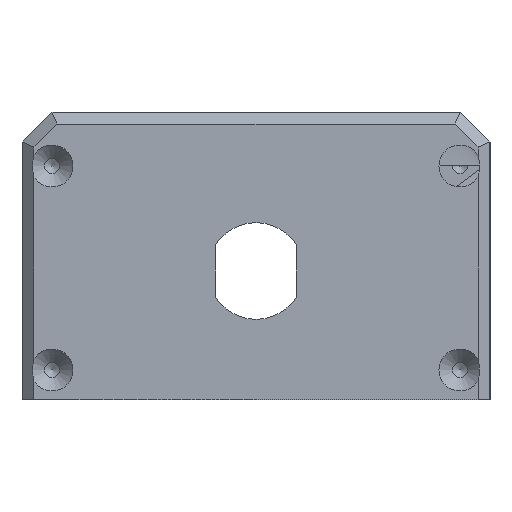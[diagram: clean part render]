
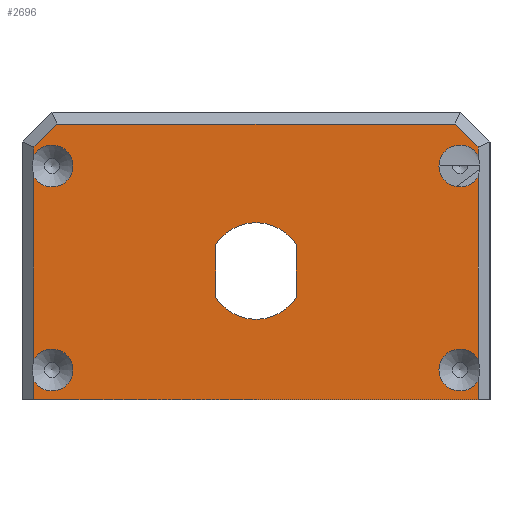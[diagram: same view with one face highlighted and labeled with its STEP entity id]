
A CAD part, left-side view. The second image highlights one B-rep face of the part: STEP entity #2696.
In plain terms, the highlighted planar face has unit normal (-1, 0, 0).
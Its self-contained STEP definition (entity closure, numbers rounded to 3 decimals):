
#81=FACE_BOUND('',#497,.T.);
#151=CIRCLE('',#2903,3.5);
#153=CIRCLE('',#2905,3.5);
#155=CIRCLE('',#2909,3.5);
#158=CIRCLE('',#2914,3.5);
#161=CIRCLE('',#2919,3.5);
#163=CIRCLE('',#2921,3.5);
#165=CIRCLE('',#2925,8.05);
#166=CIRCLE('',#2926,8.05);
#325=FACE_OUTER_BOUND('',#496,.T.);
#496=EDGE_LOOP('',(#2265,#2266,#2267,#2268,#2269,#2270,#2271,#2272,#2273,
#2274,#2275,#2276,#2277,#2278,#2279,#2280));
#497=EDGE_LOOP('',(#2281,#2282,#2283,#2284));
#739=LINE('',#4295,#1018);
#740=LINE('',#4297,#1019);
#741=LINE('',#4299,#1020);
#742=LINE('',#4301,#1021);
#743=LINE('',#4303,#1022);
#744=LINE('',#4304,#1023);
#745=LINE('',#4305,#1024);
#746=LINE('',#4307,#1025);
#747=LINE('',#4309,#1026);
#748=LINE('',#4310,#1027);
#749=LINE('',#4315,#1028);
#750=LINE('',#4318,#1029);
#1018=VECTOR('',#3519,10.);
#1019=VECTOR('',#3520,10.);
#1020=VECTOR('',#3521,10.);
#1021=VECTOR('',#3522,10.);
#1022=VECTOR('',#3523,10.);
#1023=VECTOR('',#3524,10.);
#1024=VECTOR('',#3525,10.);
#1025=VECTOR('',#3526,10.);
#1026=VECTOR('',#3527,10.);
#1027=VECTOR('',#3528,10.);
#1028=VECTOR('',#3531,10.);
#1029=VECTOR('',#3534,10.);
#1270=VERTEX_POINT('',#4227);
#1271=VERTEX_POINT('',#4228);
#1272=VERTEX_POINT('',#4232);
#1275=VERTEX_POINT('',#4243);
#1277=VERTEX_POINT('',#4248);
#1280=VERTEX_POINT('',#4261);
#1282=VERTEX_POINT('',#4266);
#1285=VERTEX_POINT('',#4279);
#1286=VERTEX_POINT('',#4280);
#1287=VERTEX_POINT('',#4284);
#1290=VERTEX_POINT('',#4296);
#1291=VERTEX_POINT('',#4298);
#1292=VERTEX_POINT('',#4300);
#1293=VERTEX_POINT('',#4302);
#1294=VERTEX_POINT('',#4306);
#1295=VERTEX_POINT('',#4308);
#1296=VERTEX_POINT('',#4311);
#1297=VERTEX_POINT('',#4312);
#1298=VERTEX_POINT('',#4314);
#1299=VERTEX_POINT('',#4316);
#1602=EDGE_CURVE('',#1272,#1270,#151,.T.);
#1605=EDGE_CURVE('',#1271,#1272,#153,.T.);
#1609=EDGE_CURVE('',#1277,#1275,#155,.T.);
#1616=EDGE_CURVE('',#1282,#1280,#158,.T.);
#1623=EDGE_CURVE('',#1287,#1285,#161,.T.);
#1626=EDGE_CURVE('',#1286,#1287,#163,.T.);
#1629=EDGE_CURVE('',#1286,#1270,#739,.T.);
#1630=EDGE_CURVE('',#1290,#1285,#740,.T.);
#1631=EDGE_CURVE('',#1291,#1290,#741,.T.);
#1632=EDGE_CURVE('',#1292,#1291,#742,.T.);
#1633=EDGE_CURVE('',#1293,#1292,#743,.T.);
#1634=EDGE_CURVE('',#1277,#1293,#744,.T.);
#1635=EDGE_CURVE('',#1282,#1275,#745,.T.);
#1636=EDGE_CURVE('',#1294,#1280,#746,.T.);
#1637=EDGE_CURVE('',#1294,#1295,#747,.T.);
#1638=EDGE_CURVE('',#1271,#1295,#748,.T.);
#1639=EDGE_CURVE('',#1296,#1297,#165,.T.);
#1640=EDGE_CURVE('',#1297,#1298,#749,.T.);
#1641=EDGE_CURVE('',#1298,#1299,#166,.T.);
#1642=EDGE_CURVE('',#1299,#1296,#750,.T.);
#2265=ORIENTED_EDGE('',*,*,#1605,.T.);
#2266=ORIENTED_EDGE('',*,*,#1602,.T.);
#2267=ORIENTED_EDGE('',*,*,#1629,.F.);
#2268=ORIENTED_EDGE('',*,*,#1626,.T.);
#2269=ORIENTED_EDGE('',*,*,#1623,.T.);
#2270=ORIENTED_EDGE('',*,*,#1630,.F.);
#2271=ORIENTED_EDGE('',*,*,#1631,.F.);
#2272=ORIENTED_EDGE('',*,*,#1632,.F.);
#2273=ORIENTED_EDGE('',*,*,#1633,.F.);
#2274=ORIENTED_EDGE('',*,*,#1634,.F.);
#2275=ORIENTED_EDGE('',*,*,#1609,.T.);
#2276=ORIENTED_EDGE('',*,*,#1635,.F.);
#2277=ORIENTED_EDGE('',*,*,#1616,.T.);
#2278=ORIENTED_EDGE('',*,*,#1636,.F.);
#2279=ORIENTED_EDGE('',*,*,#1637,.T.);
#2280=ORIENTED_EDGE('',*,*,#1638,.F.);
#2281=ORIENTED_EDGE('',*,*,#1639,.T.);
#2282=ORIENTED_EDGE('',*,*,#1640,.T.);
#2283=ORIENTED_EDGE('',*,*,#1641,.T.);
#2284=ORIENTED_EDGE('',*,*,#1642,.T.);
#2569=PLANE('',#2924);
#2696=ADVANCED_FACE('',(#325,#81),#2569,.F.);
#2903=AXIS2_PLACEMENT_3D('',#4233,#3467,#3468);
#2905=AXIS2_PLACEMENT_3D('',#4237,#3472,#3473);
#2909=AXIS2_PLACEMENT_3D('',#4249,#3481,#3482);
#2914=AXIS2_PLACEMENT_3D('',#4267,#3493,#3494);
#2919=AXIS2_PLACEMENT_3D('',#4285,#3505,#3506);
#2921=AXIS2_PLACEMENT_3D('',#4289,#3510,#3511);
#2924=AXIS2_PLACEMENT_3D('',#4294,#3517,#3518);
#2925=AXIS2_PLACEMENT_3D('',#4313,#3529,#3530);
#2926=AXIS2_PLACEMENT_3D('',#4317,#3532,#3533);
#3467=DIRECTION('center_axis',(1.,0.,0.));
#3468=DIRECTION('ref_axis',(0.,-1.,0.));
#3472=DIRECTION('center_axis',(1.,0.,0.));
#3473=DIRECTION('ref_axis',(0.,-1.,0.));
#3481=DIRECTION('center_axis',(1.,0.,0.));
#3482=DIRECTION('ref_axis',(0.,-1.,0.));
#3493=DIRECTION('center_axis',(1.,0.,0.));
#3494=DIRECTION('ref_axis',(0.,-1.,0.));
#3505=DIRECTION('center_axis',(1.,0.,0.));
#3506=DIRECTION('ref_axis',(0.,-1.,0.));
#3510=DIRECTION('center_axis',(1.,0.,0.));
#3511=DIRECTION('ref_axis',(0.,-1.,0.));
#3517=DIRECTION('center_axis',(1.,0.,0.));
#3518=DIRECTION('ref_axis',(0.,1.,0.));
#3519=DIRECTION('',(0.,0.,-1.));
#3520=DIRECTION('',(0.,0.,-1.));
#3521=DIRECTION('',(0.,-0.707,-0.707));
#3522=DIRECTION('',(0.,-1.,0.));
#3523=DIRECTION('',(0.,-0.707,0.707));
#3524=DIRECTION('',(0.,0.,1.));
#3525=DIRECTION('',(0.,0.,1.));
#3526=DIRECTION('',(0.,0.,1.));
#3527=DIRECTION('',(0.,-1.,0.));
#3528=DIRECTION('',(0.,0.,-1.));
#3529=DIRECTION('center_axis',(1.,0.,0.));
#3530=DIRECTION('ref_axis',(0.,0.839,0.545));
#3531=DIRECTION('',(0.,0.,-1.));
#3532=DIRECTION('center_axis',(1.,0.,0.));
#3533=DIRECTION('ref_axis',(0.,-0.839,-0.545));
#3534=DIRECTION('',(0.,0.,1.));
#4227=CARTESIAN_POINT('',(-85.,-37.,-33.197));
#4228=CARTESIAN_POINT('',(-85.,-37.,-36.803));
#4232=CARTESIAN_POINT('',(-85.,-30.5,-35.));
#4233=CARTESIAN_POINT('Origin',(-85.,-34.,-35.));
#4237=CARTESIAN_POINT('Origin',(-85.,-34.,-35.));
#4243=CARTESIAN_POINT('',(-85.,37.,-2.803));
#4248=CARTESIAN_POINT('',(-85.,37.,0.803));
#4249=CARTESIAN_POINT('Origin',(-85.,34.,-1.));
#4261=CARTESIAN_POINT('',(-85.,37.,-36.803));
#4266=CARTESIAN_POINT('',(-85.,37.,-33.197));
#4267=CARTESIAN_POINT('Origin',(-85.,34.,-35.));
#4279=CARTESIAN_POINT('',(-85.,-37.,0.803));
#4280=CARTESIAN_POINT('',(-85.,-37.,-2.803));
#4284=CARTESIAN_POINT('',(-85.,-30.5,-1.));
#4285=CARTESIAN_POINT('Origin',(-85.,-34.,-1.));
#4289=CARTESIAN_POINT('Origin',(-85.,-34.,-1.));
#4294=CARTESIAN_POINT('Origin',(-85.,0.,-16.));
#4295=CARTESIAN_POINT('',(-85.,-37.,-28.));
#4296=CARTESIAN_POINT('',(-85.,-37.,2.172));
#4297=CARTESIAN_POINT('',(-85.,-37.,-28.));
#4298=CARTESIAN_POINT('',(-85.,-33.172,6.));
#4299=CARTESIAN_POINT('',(-85.,-32.586,6.586));
#4300=CARTESIAN_POINT('',(-85.,33.172,6.));
#4301=CARTESIAN_POINT('',(-85.,-17.,6.));
#4302=CARTESIAN_POINT('',(-85.,37.,2.172));
#4303=CARTESIAN_POINT('',(-85.,30.086,9.086));
#4304=CARTESIAN_POINT('',(-85.,37.,-6.5));
#4305=CARTESIAN_POINT('',(-85.,37.,-6.5));
#4306=CARTESIAN_POINT('',(-85.,37.,-40.));
#4307=CARTESIAN_POINT('',(-85.,37.,-6.5));
#4308=CARTESIAN_POINT('',(-85.,-37.,-40.));
#4309=CARTESIAN_POINT('',(-85.,-39.,-40.));
#4310=CARTESIAN_POINT('',(-85.,-37.,-28.));
#4311=CARTESIAN_POINT('',(-85.,6.75,-14.114));
#4312=CARTESIAN_POINT('',(-85.,-6.75,-14.114));
#4313=CARTESIAN_POINT('Origin',(-85.,0.,-18.5));
#4314=CARTESIAN_POINT('',(-85.,-6.75,-22.886));
#4315=CARTESIAN_POINT('',(-85.,-6.75,-14.114));
#4316=CARTESIAN_POINT('',(-85.,6.75,-22.886));
#4317=CARTESIAN_POINT('Origin',(-85.,0.,-18.5));
#4318=CARTESIAN_POINT('',(-85.,6.75,-14.114));
